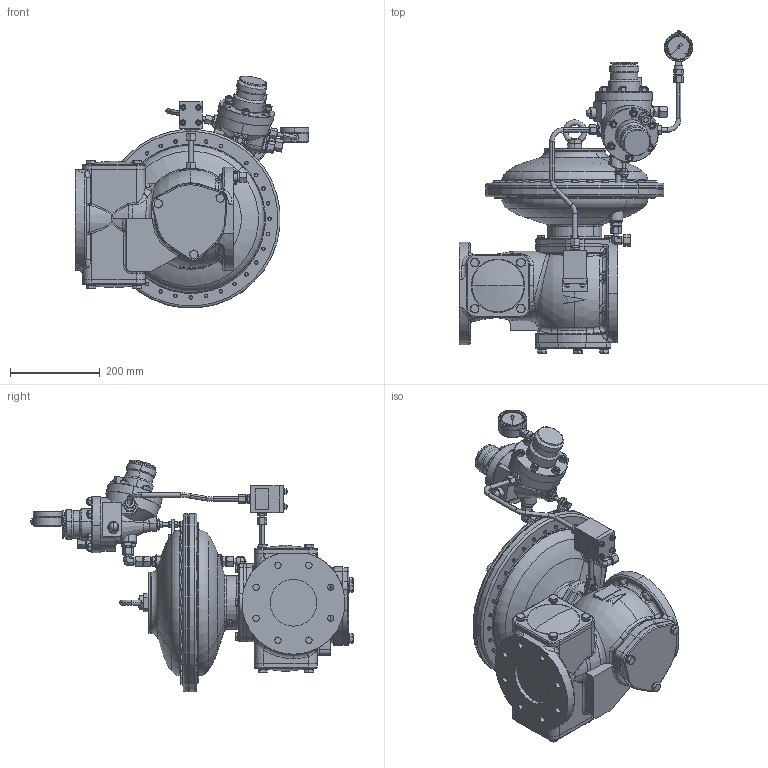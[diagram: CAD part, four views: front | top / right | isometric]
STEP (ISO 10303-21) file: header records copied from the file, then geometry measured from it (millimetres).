
FILE_DESCRIPTION (( 'STEP AP214' ), '1' );
FILE_NAME ('HON372_DN100_DN100_PN16_610_X_R_RE2.STEP', '2021-10-07T10:48:05', ( '' ), ( '' ), 'SwSTEP 2.0', 'SolidWorks 2019', '' );
FILE_SCHEMA (( 'AUTOMOTIVE_DESIGN' ));
Length unit declared in the file: millimetre
Products named in the file (1): HON372_DN100_DN100_PN16_610_X_R_RE2
Bounding box: 519.37 x 716.52 x 515.44 mm (x, y, z)
Volume: 28021858.2 mm3; surface area: 1013354.9 mm2
Topology: 1 solids, 1 shells, 3302 faces, 7559 edges, 4502 vertices
Faces by surface type: plane 1377, cone 923, cylinder 636, torus 168, bspline 159, sphere 39
Entity records: 115546 total; most frequent: CARTESIAN_POINT 37650, ORIENTED_EDGE 15096, DIRECTION 14655, EDGE_CURVE 7548, AXIS2_PLACEMENT_3D 6064, VERTEX_POINT 4500, EDGE_LOOP 3564, ADVANCED_FACE 3302
